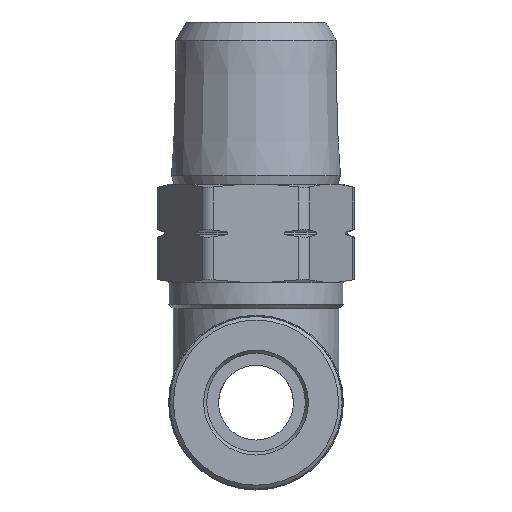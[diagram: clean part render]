
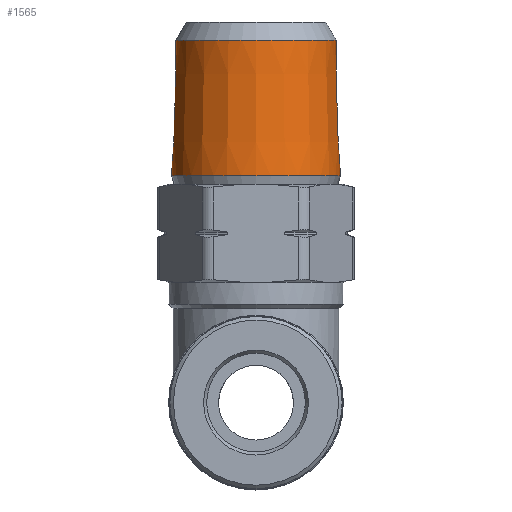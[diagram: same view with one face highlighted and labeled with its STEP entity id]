
A CAD part, left-side view. The second image highlights one B-rep face of the part: STEP entity #1565.
In plain terms, the highlighted conical face has half-angle 1.788 degrees and reference radius 6.772 mm.
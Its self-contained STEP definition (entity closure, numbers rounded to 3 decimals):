
#66=CONICAL_SURFACE('',#1740,6.772,0.031);
#565=ORIENTED_EDGE('',*,*,#875,.F.);
#566=ORIENTED_EDGE('',*,*,#876,.T.);
#875=EDGE_CURVE('',#1049,#1049,#1111,.T.);
#876=EDGE_CURVE('',#1050,#1050,#1112,.T.);
#1049=VERTEX_POINT('',#2854);
#1050=VERTEX_POINT('',#2857);
#1111=CIRCLE('',#1739,6.432);
#1112=CIRCLE('',#1741,6.772);
#1249=EDGE_LOOP('',(#565));
#1250=EDGE_LOOP('',(#566));
#1409=FACE_BOUND('',#1249,.T.);
#1410=FACE_BOUND('',#1250,.T.);
#1565=ADVANCED_FACE('',(#1409,#1410),#66,.T.);
#1739=AXIS2_PLACEMENT_3D('',#2853,#2109,#2110);
#1740=AXIS2_PLACEMENT_3D('',#2855,#2111,#2112);
#1741=AXIS2_PLACEMENT_3D('',#2856,#2113,#2114);
#2109=DIRECTION('',(0.,0.,1.));
#2110=DIRECTION('',(1.,0.,0.));
#2111=DIRECTION('',(0.,0.,-1.));
#2112=DIRECTION('',(-1.,0.,0.));
#2113=DIRECTION('',(0.,0.,1.));
#2114=DIRECTION('',(1.,0.,0.));
#2853=CARTESIAN_POINT('',(0.,0.,11.544));
#2854=CARTESIAN_POINT('',(6.432,0.,11.544));
#2855=CARTESIAN_POINT('',(0.,0.,0.665));
#2856=CARTESIAN_POINT('',(0.,0.,0.665));
#2857=CARTESIAN_POINT('',(6.772,0.,0.665));
